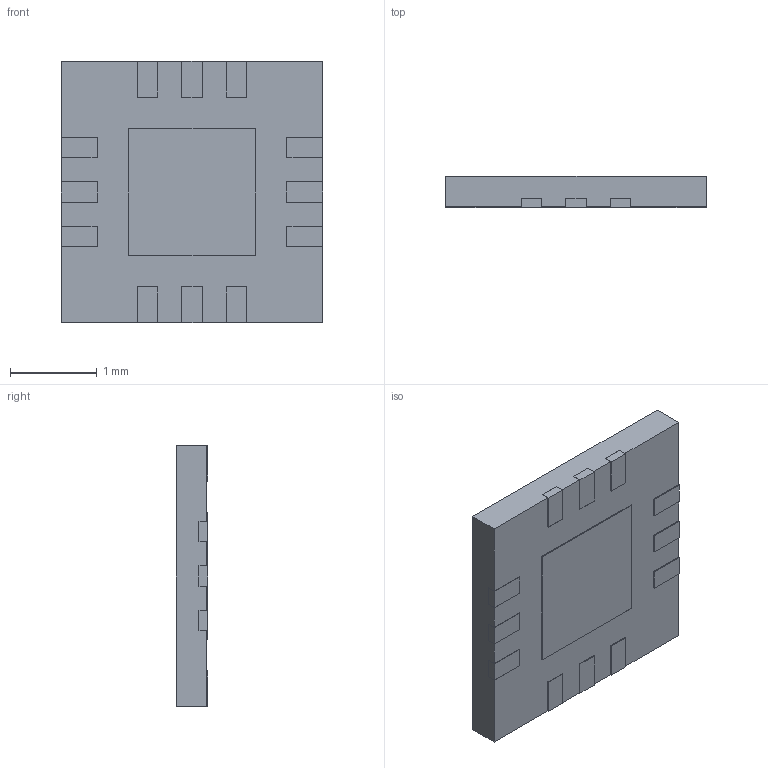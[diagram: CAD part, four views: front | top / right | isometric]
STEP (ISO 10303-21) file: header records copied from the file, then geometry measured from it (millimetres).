
FILE_DESCRIPTION (( 'STEP AP214' ), '1' );
FILE_NAME ('4AC64B30-337C-41FA-8FED-73BF68B8A158.STEP', '2025-04-06T15:09:29', ( '' ), ( '' ), 'SwSTEP 2.0', 'SolidWorks 2022', '' );
FILE_SCHEMA (( 'AUTOMOTIVE_DESIGN' ));
Length unit declared in the file: millimetre
Products named in the file (1): 4AC64B30-337C-41FA-8FED-73BF68B8A158
Bounding box: 3 x 0.36 x 3 mm (x, y, z)
Volume: 3.2 mm3; surface area: 22.4 mm2
Topology: 1 solids, 1 shells, 167 faces, 465 edges, 310 vertices
Faces by surface type: plane 128, bspline 37, cylinder 2
Entity records: 7583 total; most frequent: CARTESIAN_POINT 3420, ORIENTED_EDGE 930, DIRECTION 657, EDGE_CURVE 465, LINE 387, VECTOR 387, VERTEX_POINT 310, EDGE_LOOP 177
